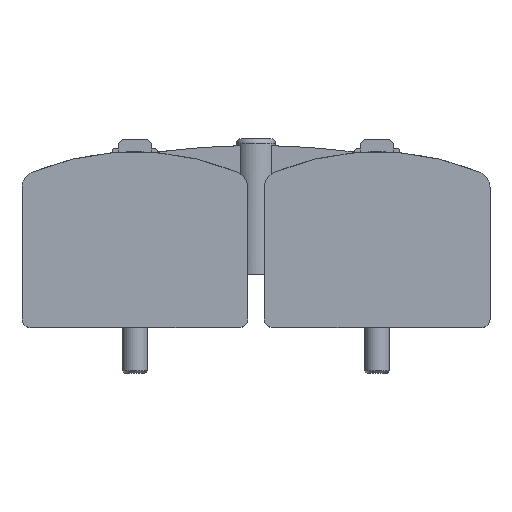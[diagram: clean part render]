
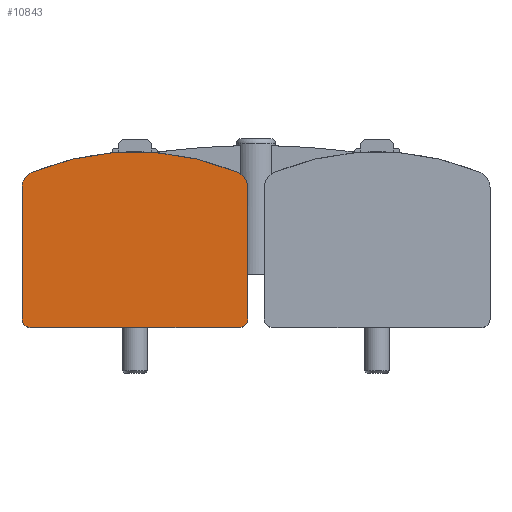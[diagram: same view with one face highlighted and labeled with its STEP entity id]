
A CAD part, top view. The second image highlights one B-rep face of the part: STEP entity #10843.
In plain terms, the highlighted planar face has unit normal (0, 0, 1).
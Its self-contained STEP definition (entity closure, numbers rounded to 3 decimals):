
#152=PLANE('',#11486);
#636=LINE('',#15680,#1420);
#681=LINE('',#15818,#1465);
#682=LINE('',#15824,#1466);
#1420=VECTOR('',#12760,1000.);
#1465=VECTOR('',#12845,1000.);
#1466=VECTOR('',#12854,1000.);
#2820=ORIENTED_EDGE('',*,*,#4977,.T.);
#2821=ORIENTED_EDGE('',*,*,#5000,.T.);
#2822=ORIENTED_EDGE('',*,*,#4999,.T.);
#2823=ORIENTED_EDGE('',*,*,#5001,.T.);
#2824=ORIENTED_EDGE('',*,*,#4936,.T.);
#2825=ORIENTED_EDGE('',*,*,#5002,.T.);
#2826=ORIENTED_EDGE('',*,*,#5003,.T.);
#2827=ORIENTED_EDGE('',*,*,#5004,.T.);
#4936=EDGE_CURVE('',#6088,#6087,#636,.T.);
#4977=EDGE_CURVE('',#6129,#6128,#6743,.T.);
#4999=EDGE_CURVE('',#6146,#6148,#681,.T.);
#5000=EDGE_CURVE('',#6128,#6146,#6749,.T.);
#5001=EDGE_CURVE('',#6148,#6088,#6750,.T.);
#5002=EDGE_CURVE('',#6087,#6149,#6751,.T.);
#5003=EDGE_CURVE('',#6149,#6150,#682,.T.);
#5004=EDGE_CURVE('',#6150,#6129,#6752,.T.);
#6087=VERTEX_POINT('',#15679);
#6088=VERTEX_POINT('',#15681);
#6128=VERTEX_POINT('',#15773);
#6129=VERTEX_POINT('',#15775);
#6146=VERTEX_POINT('',#15813);
#6148=VERTEX_POINT('',#15817);
#6149=VERTEX_POINT('',#15823);
#6150=VERTEX_POINT('',#15825);
#6743=CIRCLE('',#11478,31.875);
#6749=CIRCLE('',#11487,2.);
#6750=CIRCLE('',#11488,1.);
#6751=CIRCLE('',#11489,1.);
#6752=CIRCLE('',#11490,2.);
#7182=EDGE_LOOP('',(#2820,#2821,#2822,#2823,#2824,#2825,#2826,#2827));
#7775=FACE_BOUND('',#7182,.T.);
#10843=ADVANCED_FACE('',(#7775),#152,.T.);
#11478=AXIS2_PLACEMENT_3D('',#15774,#12813,#12814);
#11486=AXIS2_PLACEMENT_3D('',#15819,#12846,#12847);
#11487=AXIS2_PLACEMENT_3D('',#15820,#12848,#12849);
#11488=AXIS2_PLACEMENT_3D('',#15821,#12850,#12851);
#11489=AXIS2_PLACEMENT_3D('',#15822,#12852,#12853);
#11490=AXIS2_PLACEMENT_3D('',#15826,#12855,#12856);
#12760=DIRECTION('',(1.,0.,0.));
#12813=DIRECTION('',(0.,0.,1.));
#12814=DIRECTION('',(1.,0.,0.));
#12845=DIRECTION('',(0.,-1.,0.));
#12846=DIRECTION('',(0.,0.,1.));
#12847=DIRECTION('',(1.,0.,0.));
#12848=DIRECTION('',(0.,0.,1.));
#12849=DIRECTION('',(1.,0.,0.));
#12850=DIRECTION('',(0.,0.,1.));
#12851=DIRECTION('',(1.,0.,0.));
#12852=DIRECTION('',(0.,0.,1.));
#12853=DIRECTION('',(1.,0.,0.));
#12854=DIRECTION('',(0.,1.,0.));
#12855=DIRECTION('',(0.,0.,1.));
#12856=DIRECTION('',(1.,0.,0.));
#15679=CARTESIAN_POINT('',(12.5,0.,13.5));
#15680=CARTESIAN_POINT('',(-12.5,0.,13.5));
#15681=CARTESIAN_POINT('',(-12.5,0.,13.5));
#15773=CARTESIAN_POINT('',(-12.27,18.544,13.5));
#15774=CARTESIAN_POINT('',(0.,-10.875,13.5));
#15775=CARTESIAN_POINT('',(12.27,18.544,13.5));
#15813=CARTESIAN_POINT('',(-13.5,16.698,13.5));
#15817=CARTESIAN_POINT('',(-13.5,1.,13.5));
#15818=CARTESIAN_POINT('',(-13.5,22.5,13.5));
#15819=CARTESIAN_POINT('',(-12.5,1.,13.5));
#15820=CARTESIAN_POINT('',(-11.5,16.698,13.5));
#15821=CARTESIAN_POINT('',(-12.5,1.,13.5));
#15822=CARTESIAN_POINT('',(12.5,1.,13.5));
#15823=CARTESIAN_POINT('',(13.5,1.,13.5));
#15824=CARTESIAN_POINT('',(13.5,1.,13.5));
#15825=CARTESIAN_POINT('',(13.5,16.698,13.5));
#15826=CARTESIAN_POINT('',(11.5,16.698,13.5));
